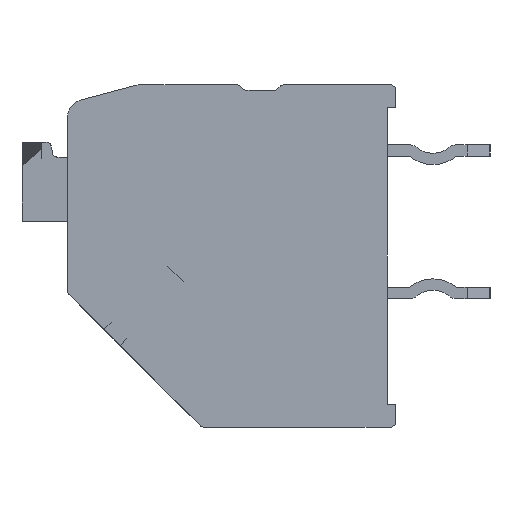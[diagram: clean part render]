
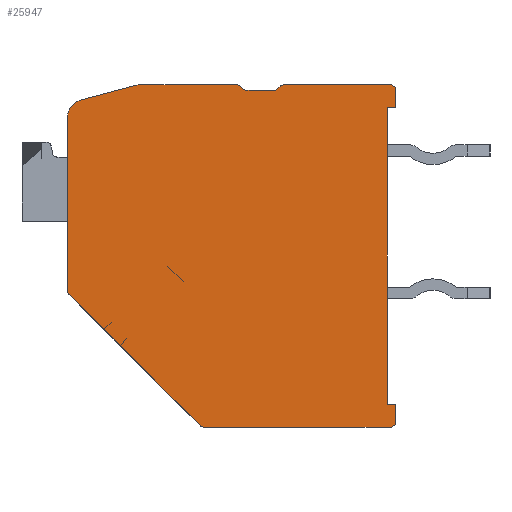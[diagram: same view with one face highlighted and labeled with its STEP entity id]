
A CAD part, left-side view. The second image highlights one B-rep face of the part: STEP entity #25947.
In plain terms, the highlighted planar face has unit normal (-1, 0, 0).
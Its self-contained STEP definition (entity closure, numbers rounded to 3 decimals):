
#8417=CARTESIAN_POINT('',(-73.5,5.15,4.883));
#8418=DIRECTION('',(1.,0.,0.));
#8419=DIRECTION('',(0.,1.,0.));
#8420=AXIS2_PLACEMENT_3D('',#8417,#8418,#8419);
#8422=DIRECTION('',(0.,-0.966,0.259));
#8423=VECTOR('',#8422,1.997);
#8424=CARTESIAN_POINT('',(-73.5,5.305,5.463));
#8425=LINE('',#8424,#8423);
#8426=CARTESIAN_POINT('',(-73.5,3.221,5.4));
#8427=DIRECTION('',(1.,0.,0.));
#8428=DIRECTION('',(0.,0.259,0.966));
#8429=AXIS2_PLACEMENT_3D('',#8426,#8427,#8428);
#8431=DIRECTION('',(0.,-1.,0.));
#8432=VECTOR('',#8431,3.388);
#8433=CARTESIAN_POINT('',(-73.5,3.221,6.));
#8434=LINE('',#8433,#8432);
#8435=CARTESIAN_POINT('',(-73.5,-0.167,5.8));
#8436=DIRECTION('',(1.,0.,0.));
#8437=DIRECTION('',(0.,0.,1.));
#8438=AXIS2_PLACEMENT_3D('',#8435,#8436,#8437);
#8440=DIRECTION('',(0.,-0.707,-0.707));
#8441=VECTOR('',#8440,0.117);
#8442=CARTESIAN_POINT('',(-73.5,-0.309,5.941));
#8443=LINE('',#8442,#8441);
#8444=CARTESIAN_POINT('',(-73.5,-0.533,6.));
#8445=DIRECTION('',(-1.,0.,0.));
#8446=DIRECTION('',(0.,0.707,-0.707));
#8447=AXIS2_PLACEMENT_3D('',#8444,#8445,#8446);
#8449=DIRECTION('',(0.,-1.,0.));
#8450=VECTOR('',#8449,0.934);
#8451=CARTESIAN_POINT('',(-73.5,-0.533,5.8));
#8452=LINE('',#8451,#8450);
#8453=CARTESIAN_POINT('',(-73.5,-1.467,6.));
#8454=DIRECTION('',(-1.,0.,0.));
#8455=DIRECTION('',(0.,0.,-1.));
#8456=AXIS2_PLACEMENT_3D('',#8453,#8454,#8455);
#8458=DIRECTION('',(0.,-0.707,0.707));
#8459=VECTOR('',#8458,0.117);
#8460=CARTESIAN_POINT('',(-73.5,-1.609,5.859));
#8461=LINE('',#8460,#8459);
#8462=CARTESIAN_POINT('',(-73.5,-1.833,5.8));
#8463=DIRECTION('',(1.,0.,0.));
#8464=DIRECTION('',(0.,0.707,0.707));
#8465=AXIS2_PLACEMENT_3D('',#8462,#8463,#8464);
#8467=DIRECTION('',(0.,-1.,0.));
#8468=VECTOR('',#8467,3.717);
#8469=CARTESIAN_POINT('',(-73.5,-1.833,6.));
#8470=LINE('',#8469,#8468);
#8471=CARTESIAN_POINT('',(-73.5,-5.55,5.8));
#8472=DIRECTION('',(1.,0.,0.));
#8473=DIRECTION('',(0.,0.,1.));
#8474=AXIS2_PLACEMENT_3D('',#8471,#8472,#8473);
#8476=DIRECTION('',(0.,0.,-1.));
#8477=VECTOR('',#8476,0.6);
#8478=CARTESIAN_POINT('',(-73.5,-5.75,5.8));
#8479=LINE('',#8478,#8477);
#8480=DIRECTION('',(0.,1.,0.));
#8481=VECTOR('',#8480,0.3);
#8482=CARTESIAN_POINT('',(-73.5,-5.75,5.2));
#8483=LINE('',#8482,#8481);
#8484=DIRECTION('',(0.,0.,-1.));
#8485=VECTOR('',#8484,10.4);
#8486=CARTESIAN_POINT('',(-73.5,-5.45,5.2));
#8487=LINE('',#8486,#8485);
#8488=DIRECTION('',(0.,-1.,0.));
#8489=VECTOR('',#8488,0.3);
#8490=CARTESIAN_POINT('',(-73.5,-5.45,-5.2));
#8491=LINE('',#8490,#8489);
#8492=DIRECTION('',(0.,0.,-1.));
#8493=VECTOR('',#8492,0.6);
#8494=CARTESIAN_POINT('',(-73.5,-5.75,-5.2));
#8495=LINE('',#8494,#8493);
#8496=CARTESIAN_POINT('',(-73.5,-5.55,-5.8));
#8497=DIRECTION('',(1.,0.,0.));
#8498=DIRECTION('',(0.,-1.,0.));
#8499=AXIS2_PLACEMENT_3D('',#8496,#8497,#8498);
#8501=DIRECTION('',(0.,1.,0.));
#8502=VECTOR('',#8501,6.515);
#8503=CARTESIAN_POINT('',(-73.5,-5.55,-6.));
#8504=LINE('',#8503,#8502);
#8505=CARTESIAN_POINT('',(-73.5,0.965,-5.8));
#8506=DIRECTION('',(1.,0.,0.));
#8507=DIRECTION('',(0.,0.,-1.));
#8508=AXIS2_PLACEMENT_3D('',#8505,#8506,#8507);
#8510=DIRECTION('',(0.,0.707,0.707));
#8511=VECTOR('',#8510,6.484);
#8512=CARTESIAN_POINT('',(-73.5,1.107,-5.941));
#8513=LINE('',#8512,#8511);
#8514=CARTESIAN_POINT('',(-73.5,5.55,-1.215));
#8515=DIRECTION('',(1.,0.,0.));
#8516=DIRECTION('',(0.,0.707,-0.707));
#8517=AXIS2_PLACEMENT_3D('',#8514,#8515,#8516);
#8519=DIRECTION('',(0.,0.,1.));
#8520=VECTOR('',#8519,6.098);
#8521=CARTESIAN_POINT('',(-73.5,5.75,-1.215));
#8522=LINE('',#8521,#8520);
#11563=CARTESIAN_POINT('',(-73.5,5.75,4.883));
#11564=CARTESIAN_POINT('',(-73.5,5.305,5.463));
#11565=VERTEX_POINT('',#11563);
#11566=VERTEX_POINT('',#11564);
#11567=CARTESIAN_POINT('',(-73.5,3.376,5.98));
#11568=VERTEX_POINT('',#11567);
#11569=CARTESIAN_POINT('',(-73.5,3.221,6.));
#11570=VERTEX_POINT('',#11569);
#11571=CARTESIAN_POINT('',(-73.5,-0.167,6.));
#11572=VERTEX_POINT('',#11571);
#11573=CARTESIAN_POINT('',(-73.5,-0.309,5.941));
#11574=VERTEX_POINT('',#11573);
#11575=CARTESIAN_POINT('',(-73.5,-0.391,5.859));
#11576=VERTEX_POINT('',#11575);
#11577=CARTESIAN_POINT('',(-73.5,-0.533,5.8));
#11578=VERTEX_POINT('',#11577);
#11579=CARTESIAN_POINT('',(-73.5,-1.467,5.8));
#11580=VERTEX_POINT('',#11579);
#11581=CARTESIAN_POINT('',(-73.5,-1.609,5.859));
#11582=VERTEX_POINT('',#11581);
#11583=CARTESIAN_POINT('',(-73.5,-1.691,5.941));
#11584=VERTEX_POINT('',#11583);
#11585=CARTESIAN_POINT('',(-73.5,-1.833,6.));
#11586=VERTEX_POINT('',#11585);
#11587=CARTESIAN_POINT('',(-73.5,-5.55,6.));
#11588=VERTEX_POINT('',#11587);
#11589=CARTESIAN_POINT('',(-73.5,-5.75,5.8));
#11590=VERTEX_POINT('',#11589);
#11591=CARTESIAN_POINT('',(-73.5,-5.75,5.2));
#11592=VERTEX_POINT('',#11591);
#11593=CARTESIAN_POINT('',(-73.5,-5.45,5.2));
#11594=VERTEX_POINT('',#11593);
#11595=CARTESIAN_POINT('',(-73.5,-5.45,-5.2));
#11596=VERTEX_POINT('',#11595);
#11597=CARTESIAN_POINT('',(-73.5,-5.75,-5.2));
#11598=VERTEX_POINT('',#11597);
#11599=CARTESIAN_POINT('',(-73.5,-5.75,-5.8));
#11600=VERTEX_POINT('',#11599);
#11601=CARTESIAN_POINT('',(-73.5,-5.55,-6.));
#11602=VERTEX_POINT('',#11601);
#11603=CARTESIAN_POINT('',(-73.5,0.965,-6.));
#11604=VERTEX_POINT('',#11603);
#11605=CARTESIAN_POINT('',(-73.5,1.107,-5.941));
#11606=VERTEX_POINT('',#11605);
#11607=CARTESIAN_POINT('',(-73.5,5.691,-1.357));
#11608=VERTEX_POINT('',#11607);
#11609=CARTESIAN_POINT('',(-73.5,5.75,-1.215));
#11610=VERTEX_POINT('',#11609);
#25916=CARTESIAN_POINT('',(-73.5,0.,0.));
#25917=DIRECTION('',(1.,0.,0.));
#25918=DIRECTION('',(0.,0.,-1.));
#25919=AXIS2_PLACEMENT_3D('',#25916,#25917,#25918);
#25920=PLANE('',#25919);
#25921=ORIENTED_EDGE('',*,*,#14809,.T.);
#25922=ORIENTED_EDGE('',*,*,#14824,.T.);
#25923=ORIENTED_EDGE('',*,*,#14838,.T.);
#25924=ORIENTED_EDGE('',*,*,#14852,.T.);
#25925=ORIENTED_EDGE('',*,*,#14866,.T.);
#25926=ORIENTED_EDGE('',*,*,#14880,.T.);
#25927=ORIENTED_EDGE('',*,*,#14894,.T.);
#25928=ORIENTED_EDGE('',*,*,#14908,.T.);
#25929=ORIENTED_EDGE('',*,*,#14922,.T.);
#25930=ORIENTED_EDGE('',*,*,#14936,.T.);
#25931=ORIENTED_EDGE('',*,*,#14950,.T.);
#25932=ORIENTED_EDGE('',*,*,#14964,.T.);
#25933=ORIENTED_EDGE('',*,*,#14978,.T.);
#25934=ORIENTED_EDGE('',*,*,#14992,.T.);
#25935=ORIENTED_EDGE('',*,*,#15006,.T.);
#25936=ORIENTED_EDGE('',*,*,#15020,.T.);
#25937=ORIENTED_EDGE('',*,*,#15244,.T.);
#25938=ORIENTED_EDGE('',*,*,#15258,.T.);
#25939=ORIENTED_EDGE('',*,*,#15272,.T.);
#25940=ORIENTED_EDGE('',*,*,#15286,.T.);
#25941=ORIENTED_EDGE('',*,*,#15300,.T.);
#25942=ORIENTED_EDGE('',*,*,#15323,.T.);
#25943=ORIENTED_EDGE('',*,*,#16089,.T.);
#25944=ORIENTED_EDGE('',*,*,#16283,.T.);
#25945=EDGE_LOOP('',(#25921,#25922,#25923,#25924,#25925,#25926,#25927,#25928,
#25929,#25930,#25931,#25932,#25933,#25934,#25935,#25936,#25937,#25938,#25939,
#25940,#25941,#25942,#25943,#25944));
#25946=FACE_OUTER_BOUND('',#25945,.F.);
#8421=CIRCLE('',#8420,0.6);
#8430=CIRCLE('',#8429,0.6);
#8439=CIRCLE('',#8438,0.2);
#8448=CIRCLE('',#8447,0.2);
#8457=CIRCLE('',#8456,0.2);
#8466=CIRCLE('',#8465,0.2);
#8475=CIRCLE('',#8474,0.2);
#8500=CIRCLE('',#8499,0.2);
#8509=CIRCLE('',#8508,0.2);
#8518=CIRCLE('',#8517,0.2);
#14809=EDGE_CURVE('',#11565,#11566,#8421,.T.);
#14824=EDGE_CURVE('',#11566,#11568,#8425,.T.);
#14838=EDGE_CURVE('',#11568,#11570,#8430,.T.);
#14852=EDGE_CURVE('',#11570,#11572,#8434,.T.);
#14866=EDGE_CURVE('',#11572,#11574,#8439,.T.);
#14880=EDGE_CURVE('',#11574,#11576,#8443,.T.);
#14894=EDGE_CURVE('',#11576,#11578,#8448,.T.);
#14908=EDGE_CURVE('',#11578,#11580,#8452,.T.);
#14922=EDGE_CURVE('',#11580,#11582,#8457,.T.);
#14936=EDGE_CURVE('',#11582,#11584,#8461,.T.);
#14950=EDGE_CURVE('',#11584,#11586,#8466,.T.);
#14964=EDGE_CURVE('',#11586,#11588,#8470,.T.);
#14978=EDGE_CURVE('',#11588,#11590,#8475,.T.);
#14992=EDGE_CURVE('',#11590,#11592,#8479,.T.);
#15006=EDGE_CURVE('',#11592,#11594,#8483,.T.);
#15020=EDGE_CURVE('',#11594,#11596,#8487,.T.);
#15244=EDGE_CURVE('',#11596,#11598,#8491,.T.);
#15258=EDGE_CURVE('',#11598,#11600,#8495,.T.);
#15272=EDGE_CURVE('',#11600,#11602,#8500,.T.);
#15286=EDGE_CURVE('',#11602,#11604,#8504,.T.);
#15300=EDGE_CURVE('',#11604,#11606,#8509,.T.);
#15323=EDGE_CURVE('',#11606,#11608,#8513,.T.);
#16089=EDGE_CURVE('',#11608,#11610,#8518,.T.);
#16283=EDGE_CURVE('',#11610,#11565,#8522,.T.);
#25947=ADVANCED_FACE('',(#25946),#25920,.F.);
